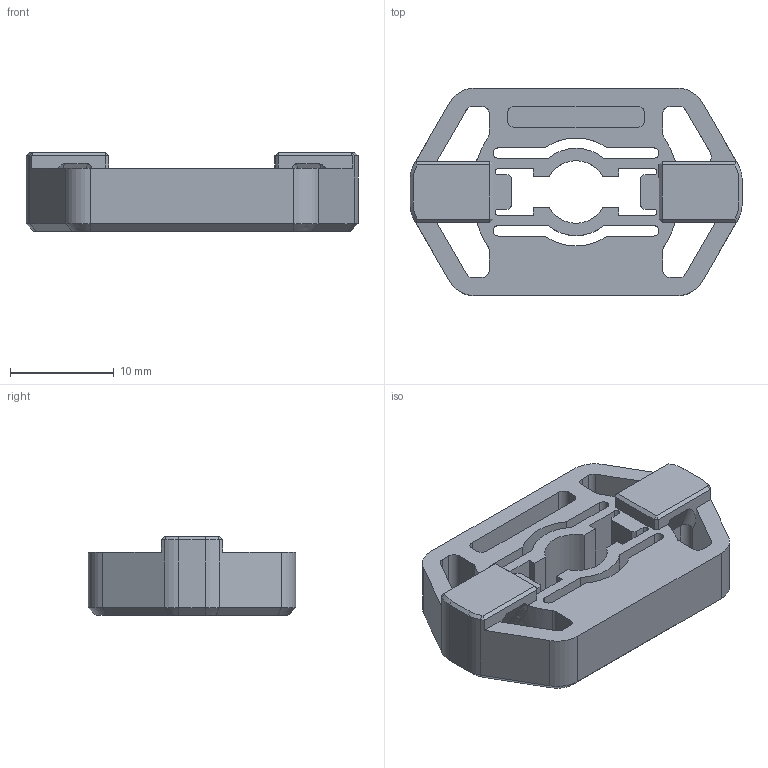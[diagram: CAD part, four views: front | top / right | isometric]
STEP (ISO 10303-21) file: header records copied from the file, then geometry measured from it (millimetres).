
FILE_DESCRIPTION(/* description */ (''),/* implementation_level */ '2;1');
FILE_NAME(/* name */ 'Lock_body_flat.step',/* time_stamp */ '2021-09-16T17:54:19+02:00',/* author */ (''),/* organization */ (''),/* preprocessor_version */ 'ST-DEVELOPER v18.1',/* originating_system */ 'Autodesk Translation Framework v10.10.0.1391',/* authorisation */ '');
FILE_SCHEMA (('AUTOMOTIVE_DESIGN { 1 0 10303 214 3 1 1 }'));
Length unit declared in the file: millimetre
Products named in the file (1): Lock_body
Bounding box: 32 x 20 x 7.6 mm (x, y, z)
Volume: 2341 mm3; surface area: 2648.6 mm2
Topology: 1 solids, 1 shells, 225 faces, 591 edges, 367 vertices
Faces by surface type: plane 127, cylinder 56, cone 38, bspline 4
Full cylindrical faces by diameter (mm): 1.5 x2
Entity records: 7416 total; most frequent: CARTESIAN_POINT 1746, ORIENTED_EDGE 1182, DIRECTION 1181, EDGE_CURVE 591, LINE 409, VECTOR 409, AXIS2_PLACEMENT_3D 386, VERTEX_POINT 367
